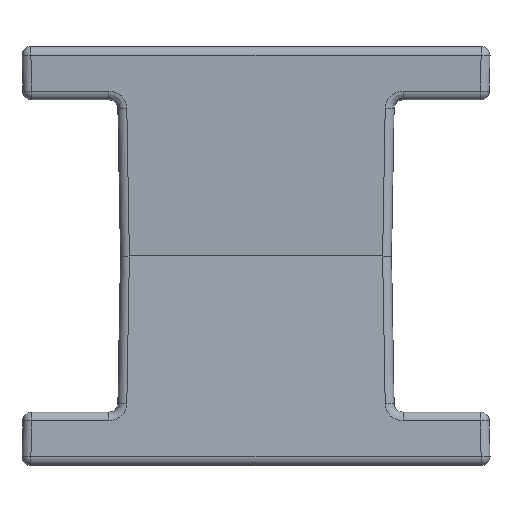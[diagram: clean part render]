
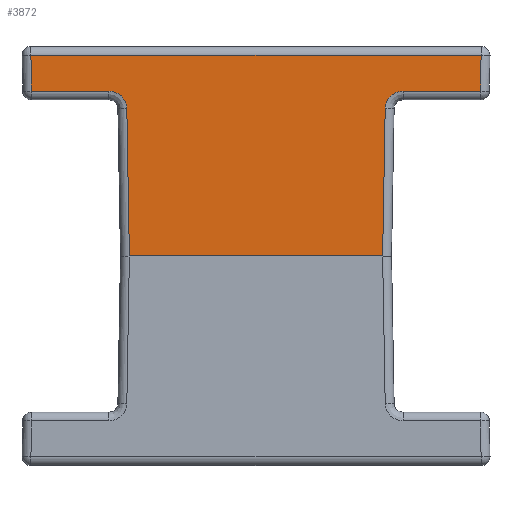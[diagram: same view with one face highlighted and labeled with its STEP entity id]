
A CAD part, left-side view. The second image highlights one B-rep face of the part: STEP entity #3872.
In plain terms, the highlighted planar face has unit normal (-1, 0, -0.018).
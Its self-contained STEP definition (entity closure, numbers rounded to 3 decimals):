
#185 = CARTESIAN_POINT ( 'NONE',  ( -57.325, 32.965, -10.035 ) ) ;
#186 = DIRECTION ( 'NONE',  ( 0., -1., 0. ) ) ;
#187 = VECTOR ( 'NONE', #186, 1000. ) ;
#188 = CARTESIAN_POINT ( 'NONE',  ( -57.325, 31., -10.035 ) ) ;
#189 = LINE ( 'NONE', #188, #187 ) ;
#190 = CARTESIAN_POINT ( 'NONE',  ( -57.325, 50.325, -10.035 ) ) ;
#191 = DIRECTION ( 'NONE',  ( 0.017, -0.017, -1. ) ) ;
#192 = VECTOR ( 'NONE', #191, 1000. ) ;
#193 = CARTESIAN_POINT ( 'NONE',  ( -57.501, 50.501, 0.035 ) ) ;
#194 = LINE ( 'NONE', #193, #192 ) ;
#195 = CARTESIAN_POINT ( 'NONE',  ( -57.464, 50.465, -2.035 ) ) ;
#3872 = ADVANCED_FACE ( 'NONE', ( #8664 ), #8663, .T. ) ;
#3873 = EDGE_LOOP ( 'NONE', ( #3874, #3878, #4346, #4081, #4084, #4087, #4496, #4499, #4504, #4411 ) ) ;
#3874 = ORIENTED_EDGE ( 'NONE', *, *, #3875, .T. ) ;
#3875 = EDGE_CURVE ( 'NONE', #3876, #3877, #8560, .T. ) ;
#3876 = VERTEX_POINT ( 'NONE', #8599 ) ;
#3877 = VERTEX_POINT ( 'NONE', #8598 ) ;
#3878 = ORIENTED_EDGE ( 'NONE', *, *, #3918, .T. ) ;
#3918 = EDGE_CURVE ( 'NONE', #3877, #3919, #8512, .T. ) ;
#3919 = VERTEX_POINT ( 'NONE', #8723 ) ;
#4079 = EDGE_CURVE ( 'NONE', #4080, #3919, #9078, .T. ) ;
#4080 = VERTEX_POINT ( 'NONE', #9077 ) ;
#4081 = ORIENTED_EDGE ( 'NONE', *, *, #4082, .T. ) ;
#4082 = EDGE_CURVE ( 'NONE', #4080, #4083, #9114, .T. ) ;
#4083 = VERTEX_POINT ( 'NONE', #9110 ) ;
#4084 = ORIENTED_EDGE ( 'NONE', *, *, #4085, .T. ) ;
#4085 = EDGE_CURVE ( 'NONE', #4083, #4086, #9045, .T. ) ;
#4086 = VERTEX_POINT ( 'NONE', #9041 ) ;
#4087 = ORIENTED_EDGE ( 'NONE', *, *, #4088, .T. ) ;
#4088 = EDGE_CURVE ( 'NONE', #4086, #4495, #9154, .T. ) ;
#4346 = ORIENTED_EDGE ( 'NONE', *, *, #4079, .F. ) ;
#4408 = EDGE_CURVE ( 'NONE', #4409, #4502, #9478, .T. ) ;
#4409 = VERTEX_POINT ( 'NONE', #9480 ) ;
#4411 = ORIENTED_EDGE ( 'NONE', *, *, #4412, .T. ) ;
#4412 = EDGE_CURVE ( 'NONE', #4409, #3876, #9479, .T. ) ;
#4495 = VERTEX_POINT ( 'NONE', #195 ) ;
#4496 = ORIENTED_EDGE ( 'NONE', *, *, #4497, .T. ) ;
#4497 = EDGE_CURVE ( 'NONE', #4495, #4498, #194, .T. ) ;
#4498 = VERTEX_POINT ( 'NONE', #190 ) ;
#4499 = ORIENTED_EDGE ( 'NONE', *, *, #4500, .T. ) ;
#4500 = EDGE_CURVE ( 'NONE', #4498, #4502, #189, .T. ) ;
#4502 = VERTEX_POINT ( 'NONE', #185 ) ;
#4504 = ORIENTED_EDGE ( 'NONE', *, *, #4408, .F. ) ;
#8509 = DIRECTION ( 'NONE',  ( -0.017, -0.017, 1. ) ) ;
#8510 = VECTOR ( 'NONE', #8509, 1000. ) ;
#8511 = CARTESIAN_POINT ( 'NONE',  ( -57.291, -29.001, -11.965 ) ) ;
#8512 = LINE ( 'NONE', #8511, #8510 ) ;
#8557 = DIRECTION ( 'NONE',  ( 0., -1., 0. ) ) ;
#8558 = VECTOR ( 'NONE', #8557, 1000. ) ;
#8559 = CARTESIAN_POINT ( 'NONE',  ( -56.68, -52.5, -47. ) ) ;
#8560 = LINE ( 'NONE', #8559, #8558 ) ;
#8561 = DIRECTION ( 'NONE',  ( -0.017, 0., 1. ) ) ;
#8562 = DIRECTION ( 'NONE',  ( -1., 0., -0.017 ) ) ;
#8563 = CARTESIAN_POINT ( 'NONE',  ( -57.5, 52.5, 0. ) ) ;
#8564 = AXIS2_PLACEMENT_3D ( 'NONE', #8563, #8562, #8561 ) ;
#8598 = CARTESIAN_POINT ( 'NONE',  ( -56.68, -28.389, -47. ) ) ;
#8599 = CARTESIAN_POINT ( 'NONE',  ( -56.68, 28.389, -47. ) ) ;
#8663 = PLANE ( 'NONE',  #8564 ) ;
#8664 = FACE_OUTER_BOUND ( 'NONE', #3873, .T. ) ;
#8723 = CARTESIAN_POINT ( 'NONE',  ( -57.256, -28.966, -13.965 ) ) ;
#9004 = CARTESIAN_POINT ( 'NONE',  ( -57.325, -32.965, -10.035 ) ) ;
#9041 = CARTESIAN_POINT ( 'NONE',  ( -57.464, -50.465, -2.035 ) ) ;
#9042 = DIRECTION ( 'NONE',  ( -0.017, -0.017, 1. ) ) ;
#9043 = VECTOR ( 'NONE', #9042, 1000. ) ;
#9044 = CARTESIAN_POINT ( 'NONE',  ( -57.469, -50.469, -1.797 ) ) ;
#9045 = LINE ( 'NONE', #9044, #9043 ) ;
#9077 = CARTESIAN_POINT ( 'NONE',  ( -57.325, -32.965, -10.035 ) ) ;
#9078 =( BOUNDED_CURVE ( )  B_SPLINE_CURVE ( 3, ( #9004, #9102, #9101, #9100 ),
 .UNSPECIFIED., .F., .T. ) 
 B_SPLINE_CURVE_WITH_KNOTS ( ( 4, 4 ),
 ( 0., 1.553 ),
 .UNSPECIFIED. ) 
 CURVE ( )  GEOMETRIC_REPRESENTATION_ITEM ( )  RATIONAL_B_SPLINE_CURVE ( ( 1., 0.809, 0.809, 1. ) ) 
 REPRESENTATION_ITEM ( '' )  );
#9100 = CARTESIAN_POINT ( 'NONE',  ( -57.256, -28.966, -13.965 ) ) ;
#9101 = CARTESIAN_POINT ( 'NONE',  ( -57.297, -29.006, -11.655 ) ) ;
#9102 = CARTESIAN_POINT ( 'NONE',  ( -57.325, -30.655, -10.035 ) ) ;
#9110 = CARTESIAN_POINT ( 'NONE',  ( -57.325, -50.325, -10.035 ) ) ;
#9111 = DIRECTION ( 'NONE',  ( 0., -1., 0. ) ) ;
#9112 = VECTOR ( 'NONE', #9111, 1000. ) ;
#9113 = CARTESIAN_POINT ( 'NONE',  ( -57.325, -52.291, -10.035 ) ) ;
#9114 = LINE ( 'NONE', #9113, #9112 ) ;
#9151 = DIRECTION ( 'NONE',  ( 0., 1., 0. ) ) ;
#9152 = VECTOR ( 'NONE', #9151, 1000. ) ;
#9153 = CARTESIAN_POINT ( 'NONE',  ( -57.464, 52.5, -2.035 ) ) ;
#9154 = LINE ( 'NONE', #9153, #9152 ) ;
#9477 = CARTESIAN_POINT ( 'NONE',  ( -57.256, 28.966, -13.965 ) ) ;
#9478 =( BOUNDED_CURVE ( )  B_SPLINE_CURVE ( 3, ( #9477, #9594, #9593, #9592 ),
 .UNSPECIFIED., .F., .T. ) 
 B_SPLINE_CURVE_WITH_KNOTS ( ( 4, 4 ),
 ( 4.73, 6.283 ),
 .UNSPECIFIED. ) 
 CURVE ( )  GEOMETRIC_REPRESENTATION_ITEM ( )  RATIONAL_B_SPLINE_CURVE ( ( 1., 0.809, 0.809, 1. ) ) 
 REPRESENTATION_ITEM ( '' )  );
#9479 = LINE ( 'NONE', #9591, #9590 ) ;
#9480 = CARTESIAN_POINT ( 'NONE',  ( -57.256, 28.966, -13.965 ) ) ;
#9589 = DIRECTION ( 'NONE',  ( 0.017, -0.017, -1. ) ) ;
#9590 = VECTOR ( 'NONE', #9589, 1000. ) ;
#9591 = CARTESIAN_POINT ( 'NONE',  ( -56.68, 28.39, -46.965 ) ) ;
#9592 = CARTESIAN_POINT ( 'NONE',  ( -57.325, 32.965, -10.035 ) ) ;
#9593 = CARTESIAN_POINT ( 'NONE',  ( -57.325, 30.655, -10.035 ) ) ;
#9594 = CARTESIAN_POINT ( 'NONE',  ( -57.297, 29.006, -11.655 ) ) ;
